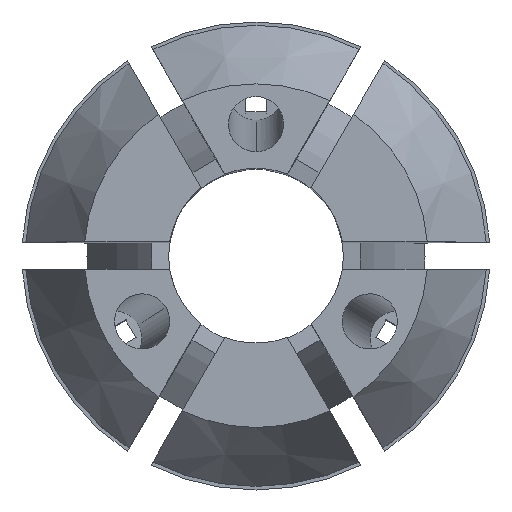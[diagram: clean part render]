
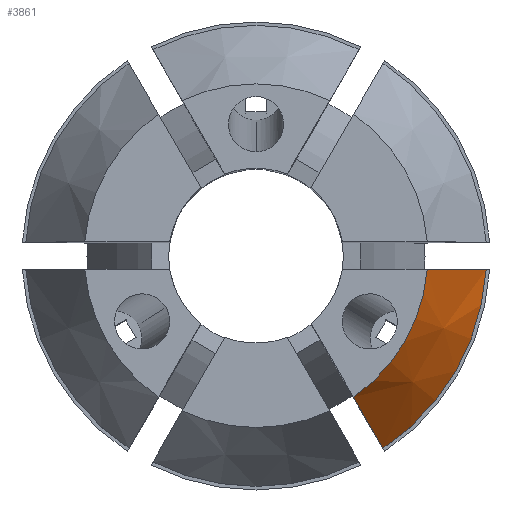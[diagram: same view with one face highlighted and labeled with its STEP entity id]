
A CAD part, top view. The second image highlights one B-rep face of the part: STEP entity #3861.
In plain terms, the highlighted conical face has half-angle 30 degrees and reference radius 8.375 mm.
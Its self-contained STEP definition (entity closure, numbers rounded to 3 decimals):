
#46 = AXIS2_PLACEMENT_3D ( 'NONE', #3725, #52, #2803 ) ;
#52 = DIRECTION ( 'NONE',  ( 0., 0., -1. ) ) ;
#181 = CARTESIAN_POINT ( 'NONE',  ( 3.543, -5.137, 27.5 ) ) ;
#251 = ORIENTED_EDGE ( 'NONE', *, *, #388, .F. ) ;
#341 = CARTESIAN_POINT ( 'NONE',  ( 3.9, -5.755, 26.268 ) ) ;
#350 = CARTESIAN_POINT ( 'NONE',  ( 4.613, -6.99, 23.803 ) ) ;
#388 = EDGE_CURVE ( 'NONE', #3609, #2990, #2077, .T. ) ;
#440 = DIRECTION ( 'NONE',  ( -1., 0., 0. ) ) ;
#531 = B_SPLINE_CURVE_WITH_KNOTS ( 'NONE', 3,
 ( #869, #2723, #1166, #610 ),
 .UNSPECIFIED., .F., .F.,
 ( 4, 4 ),
 ( 0.012, 0.016 ),
 .UNSPECIFIED. ) ;
#542 = ORIENTED_EDGE ( 'NONE', *, *, #1583, .T. ) ;
#610 = CARTESIAN_POINT ( 'NONE',  ( 6.22, -0.5, 27.5 ) ) ;
#869 = CARTESIAN_POINT ( 'NONE',  ( 8.36, -0.5, 23.803 ) ) ;
#1130 = EDGE_CURVE ( 'NONE', #3746, #2637, #3903, .T. ) ;
#1166 = CARTESIAN_POINT ( 'NONE',  ( 6.934, -0.5, 26.268 ) ) ;
#1194 = CONICAL_SURFACE ( 'NONE', #2200, 8.375, 0.524 ) ;
#1230 = CARTESIAN_POINT ( 'NONE',  ( 4.613, -6.99, 23.803 ) ) ;
#1390 = CARTESIAN_POINT ( 'NONE',  ( 0., 0., 23.803 ) ) ;
#1426 = EDGE_LOOP ( 'NONE', ( #2166, #542, #251, #3220 ) ) ;
#1557 = CARTESIAN_POINT ( 'NONE',  ( 6.22, -0.5, 27.5 ) ) ;
#1564 = CARTESIAN_POINT ( 'NONE',  ( 3.543, -5.137, 27.5 ) ) ;
#1583 = EDGE_CURVE ( 'NONE', #2637, #2990, #2416, .T. ) ;
#2077 = CIRCLE ( 'NONE', #2298, 8.375 ) ;
#2127 = FACE_OUTER_BOUND ( 'NONE', #1426, .T. ) ;
#2166 = ORIENTED_EDGE ( 'NONE', *, *, #1130, .T. ) ;
#2200 = AXIS2_PLACEMENT_3D ( 'NONE', #2242, #2550, #440 ) ;
#2242 = CARTESIAN_POINT ( 'NONE',  ( 0., 0., 23.803 ) ) ;
#2298 = AXIS2_PLACEMENT_3D ( 'NONE', #1390, #3555, #3253 ) ;
#2416 = B_SPLINE_CURVE_WITH_KNOTS ( 'NONE', 3,
 ( #1564, #341, #3726, #350 ),
 .UNSPECIFIED., .F., .F.,
 ( 4, 4 ),
 ( 0., 0.004 ),
 .UNSPECIFIED. ) ;
#2550 = DIRECTION ( 'NONE',  ( 0., 0., -1. ) ) ;
#2637 = VERTEX_POINT ( 'NONE', #181 ) ;
#2723 = CARTESIAN_POINT ( 'NONE',  ( 7.647, -0.5, 25.035 ) ) ;
#2803 = DIRECTION ( 'NONE',  ( -1., 0., 0. ) ) ;
#2878 = EDGE_CURVE ( 'NONE', #3609, #3746, #531, .T. ) ;
#2990 = VERTEX_POINT ( 'NONE', #1230 ) ;
#3220 = ORIENTED_EDGE ( 'NONE', *, *, #2878, .T. ) ;
#3253 = DIRECTION ( 'NONE',  ( -1., 0., 0. ) ) ;
#3555 = DIRECTION ( 'NONE',  ( 0., 0., -1. ) ) ;
#3609 = VERTEX_POINT ( 'NONE', #3640 ) ;
#3640 = CARTESIAN_POINT ( 'NONE',  ( 8.36, -0.5, 23.803 ) ) ;
#3725 = CARTESIAN_POINT ( 'NONE',  ( 0., 0., 27.5 ) ) ;
#3726 = CARTESIAN_POINT ( 'NONE',  ( 4.257, -6.373, 25.035 ) ) ;
#3746 = VERTEX_POINT ( 'NONE', #1557 ) ;
#3861 = ADVANCED_FACE ( 'NONE', ( #2127 ), #1194, .T. ) ;
#3903 = CIRCLE ( 'NONE', #46, 6.24 ) ;
